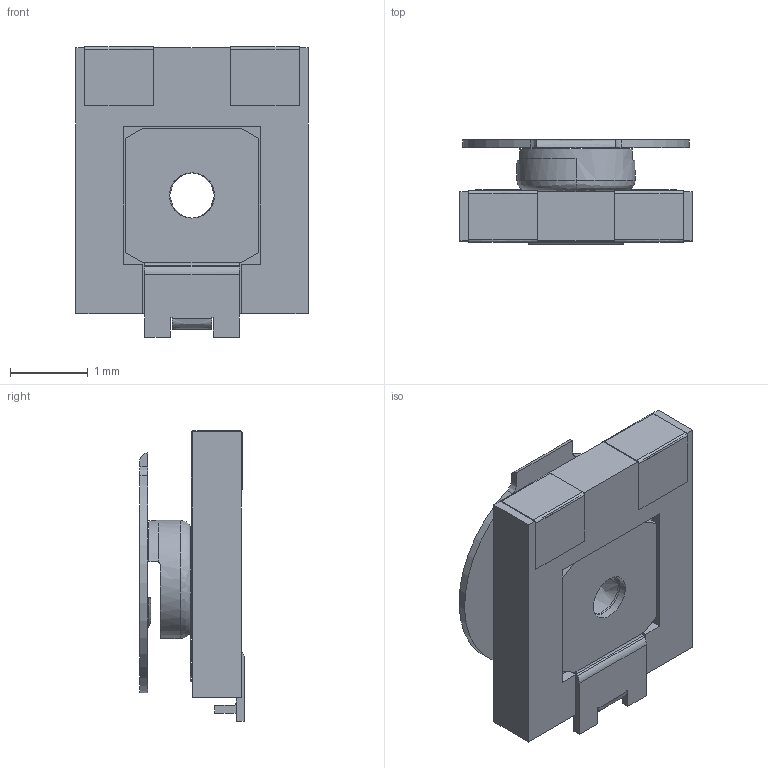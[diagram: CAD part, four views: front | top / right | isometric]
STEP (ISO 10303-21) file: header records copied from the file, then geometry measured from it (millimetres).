
FILE_DESCRIPTION((''),'2;1');
FILE_NAME('3303_SUBST_ASM','2012-04-10T',('minhn'),('Bourns, Inc.'),'PRO/ENGINEER BY PARAMETRIC TECHNOLOGY CORPORATION, 2001200','PRO/ENGINEER BY PARAMETRIC TECHNOLOGY CORPORATION, 2001200','');
FILE_SCHEMA(('AUTOMOTIVE_DESIGN_CC2 { 1 2 10303 214 -1 1 5 2 }'));
Length unit declared in the file: inch
Products named in the file (2): 3303_SUBST; 3303_SUBST_ASM
Assembly tree (1 placements, depth 2):
  3303_SUBST_ASM
    3303_SUBST
Bounding box: 3 x 1.35 x 3.75 mm (x, y, z)
Volume: 7.3 mm3; surface area: 58.6 mm2
Topology: 2 solids, 3 shells, 165 faces, 463 edges, 305 vertices
Faces by surface type: bspline 165
Entity records: 6630 total; most frequent: CARTESIAN_POINT 2819, ORIENTED_EDGE 926, DIRECTION 566, EDGE_CURVE 463, VERTEX_POINT 305, VECTOR 284, LINE 284, EDGE_LOOP 174
